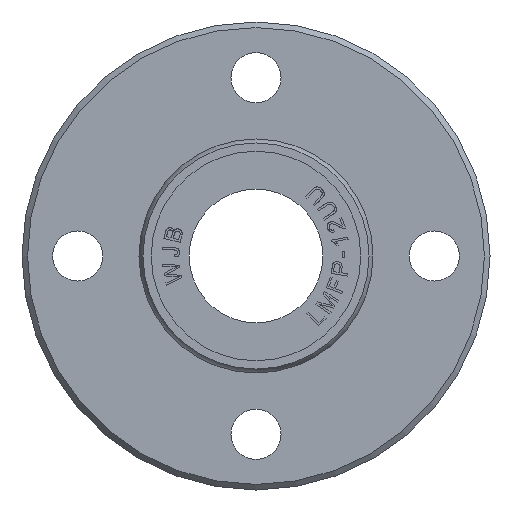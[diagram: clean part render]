
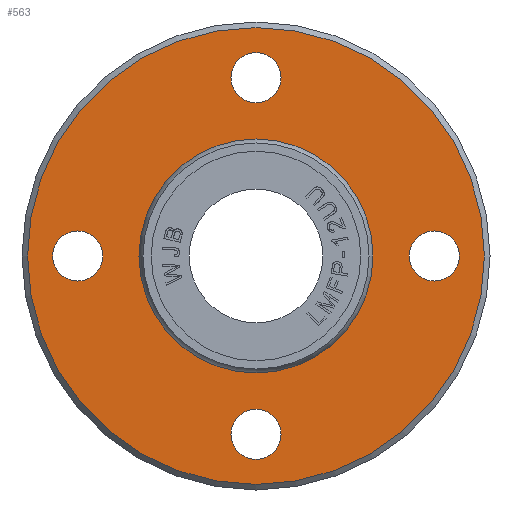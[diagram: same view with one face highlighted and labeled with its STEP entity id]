
A CAD part, left-side view. The second image highlights one B-rep face of the part: STEP entity #563.
In plain terms, the highlighted planar face has unit normal (-1, 0, 0).
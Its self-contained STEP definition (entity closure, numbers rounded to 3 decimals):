
#563=ADVANCED_FACE('',(#1276,#1277,#1278,#1279,#1280,#1281),#917,.T.);
#917=PLANE('',#6514);
#1174=CIRCLE('',#6505,20.5);
#1176=CIRCLE('',#6509,10.286);
#1177=CIRCLE('',#6510,2.25);
#1178=CIRCLE('',#6511,2.25);
#1179=CIRCLE('',#6512,2.25);
#1180=CIRCLE('',#6513,2.25);
#1276=FACE_BOUND('',#1395,.T.);
#1277=FACE_BOUND('',#1396,.T.);
#1278=FACE_BOUND('',#1397,.T.);
#1279=FACE_BOUND('',#1398,.T.);
#1280=FACE_BOUND('',#1399,.T.);
#1281=FACE_BOUND('',#1400,.T.);
#1395=EDGE_LOOP('',(#3087));
#1396=EDGE_LOOP('',(#3088));
#1397=EDGE_LOOP('',(#3089));
#1398=EDGE_LOOP('',(#3090));
#1399=EDGE_LOOP('',(#3091));
#1400=EDGE_LOOP('',(#3092));
#3087=ORIENTED_EDGE('',*,*,#5442,.F.);
#3088=ORIENTED_EDGE('',*,*,#5444,.F.);
#3089=ORIENTED_EDGE('',*,*,#5445,.T.);
#3090=ORIENTED_EDGE('',*,*,#5446,.T.);
#3091=ORIENTED_EDGE('',*,*,#5447,.T.);
#3092=ORIENTED_EDGE('',*,*,#5448,.T.);
#4844=VERTEX_POINT('',#9580);
#4846=VERTEX_POINT('',#9586);
#4847=VERTEX_POINT('',#9588);
#4848=VERTEX_POINT('',#9590);
#4849=VERTEX_POINT('',#9592);
#4850=VERTEX_POINT('',#9594);
#5442=EDGE_CURVE('',#4844,#4844,#1174,.T.);
#5444=EDGE_CURVE('',#4846,#4846,#1176,.T.);
#5445=EDGE_CURVE('',#4847,#4847,#1177,.T.);
#5446=EDGE_CURVE('',#4848,#4848,#1178,.T.);
#5447=EDGE_CURVE('',#4849,#4849,#1179,.T.);
#5448=EDGE_CURVE('',#4850,#4850,#1180,.T.);
#6505=AXIS2_PLACEMENT_3D('',#9579,#7059,#7060);
#6509=AXIS2_PLACEMENT_3D('',#9585,#7067,#7068);
#6510=AXIS2_PLACEMENT_3D('',#9587,#7069,#7070);
#6511=AXIS2_PLACEMENT_3D('',#9589,#7071,#7072);
#6512=AXIS2_PLACEMENT_3D('',#9591,#7073,#7074);
#6513=AXIS2_PLACEMENT_3D('',#9593,#7075,#7076);
#6514=AXIS2_PLACEMENT_3D('',#9595,#7077,#7078);
#7059=DIRECTION('',(1.,0.,0.));
#7060=DIRECTION('',(0.,0.,-1.));
#7067=DIRECTION('',(-1.,0.,0.));
#7068=DIRECTION('',(0.,0.,1.));
#7069=DIRECTION('',(1.,0.,0.));
#7070=DIRECTION('',(0.,1.,0.));
#7071=DIRECTION('',(1.,0.,0.));
#7072=DIRECTION('',(0.,1.,0.));
#7073=DIRECTION('',(1.,0.,0.));
#7074=DIRECTION('',(0.,1.,0.));
#7075=DIRECTION('',(1.,0.,0.));
#7076=DIRECTION('',(0.,1.,0.));
#7077=DIRECTION('',(-1.,0.,0.));
#7078=DIRECTION('',(0.,0.,1.));
#9579=CARTESIAN_POINT('',(6.,0.,0.));
#9580=CARTESIAN_POINT('',(6.,0.,20.5));
#9585=CARTESIAN_POINT('',(6.,0.,0.));
#9586=CARTESIAN_POINT('',(6.,0.,10.286));
#9587=CARTESIAN_POINT('',(6.,16.,0.));
#9588=CARTESIAN_POINT('',(6.,13.75,0.));
#9589=CARTESIAN_POINT('',(6.,-16.,0.));
#9590=CARTESIAN_POINT('',(6.,-18.25,0.));
#9591=CARTESIAN_POINT('',(6.,0.,16.));
#9592=CARTESIAN_POINT('',(6.,-2.25,16.));
#9593=CARTESIAN_POINT('',(6.,0.,-16.));
#9594=CARTESIAN_POINT('',(6.,-2.25,-16.));
#9595=CARTESIAN_POINT('',(6.,0.,15.643));
